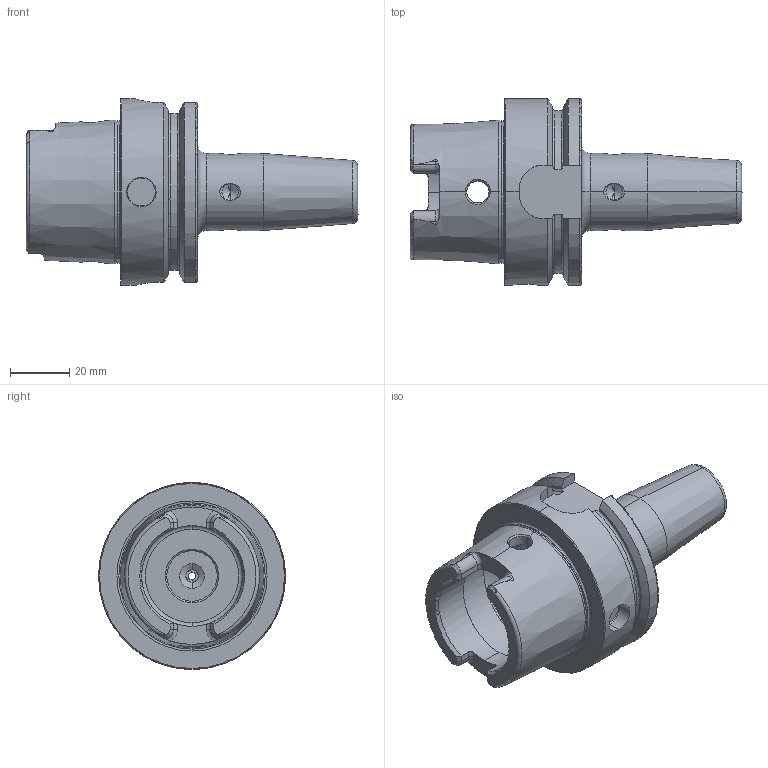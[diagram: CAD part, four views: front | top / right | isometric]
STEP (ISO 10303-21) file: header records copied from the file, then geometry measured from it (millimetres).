
FILE_DESCRIPTION (( 'STEP AP203' ), '1' );
FILE_NAME ('HA6-S06.K21.080.STEP', '2012-10-11T09:51:38', ( 'baer' ), ( 'Hewlett-Packard Company' ), 'SwSTEP 2.0', 'SolidWorks 2012', '' );
FILE_SCHEMA (( 'CONFIG_CONTROL_DESIGN' ));
Length unit declared in the file: millimetre
Products named in the file (4): ERU-CJ2.001.006; ERU-AN1.K01.014_A; HA6-S06.K21.080_C_Fertigbearbeitung; HA6-S06.K21.080
Assembly tree (4 placements, depth 2):
  HA6-S06.K21.080
    HA6-S06.K21.080_C_Fertigbearbeitung
    ERU-AN1.K01.014_A
    ERU-CJ2.001.006  x2
Bounding box: 111.98 x 63 x 63 mm (x, y, z)
Volume: 104214.8 mm3; surface area: 28959.5 mm2
Topology: 4 solids, 4 shells, 309 faces, 781 edges, 475 vertices
Faces by surface type: plane 101, cylinder 85, cone 72, torus 39, bspline 12
Entity records: 11147 total; most frequent: CARTESIAN_POINT 3887, ORIENTED_EDGE 1470, DIRECTION 1380, EDGE_CURVE 735, AXIS2_PLACEMENT_3D 539, VERTEX_POINT 455, EDGE_LOOP 314, VECTOR 302
